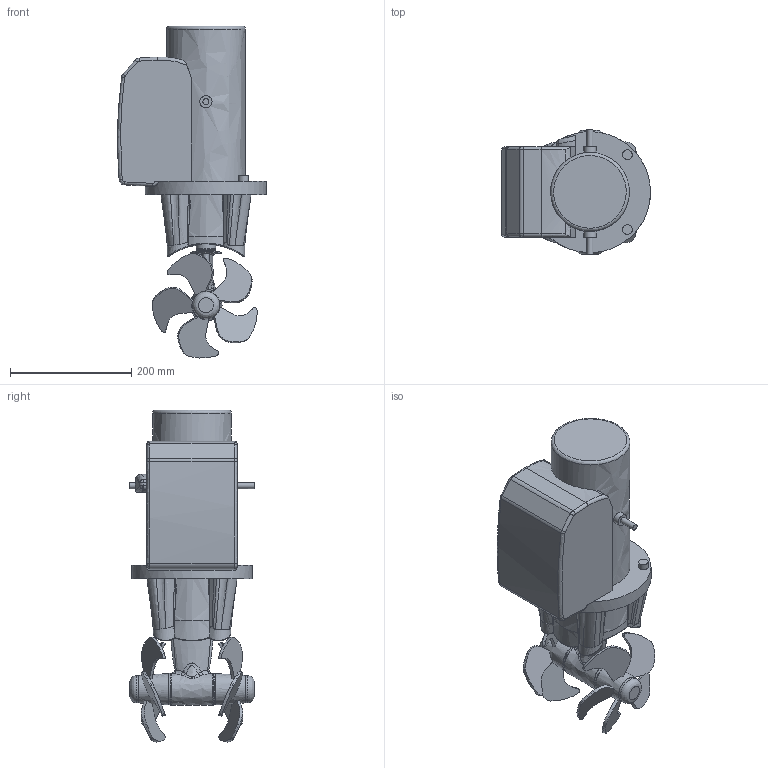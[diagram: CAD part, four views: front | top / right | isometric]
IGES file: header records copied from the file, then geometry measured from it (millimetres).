
Global section: file name: SE80_185mm; native system: Autodesk Inventor 2015; preprocessor: unknown; author: Elvira H.; date: 20151106.125309; units: millimetre
Bounding box: 246.17 x 208 x 548.72 mm (x, y, z)
Volume: 9130149.4 mm3; surface area: 435503.2 mm2
Topology: 3 solids, 3 shells, 334 faces, 863 edges, 555 vertices
Faces by surface type: bspline 334
